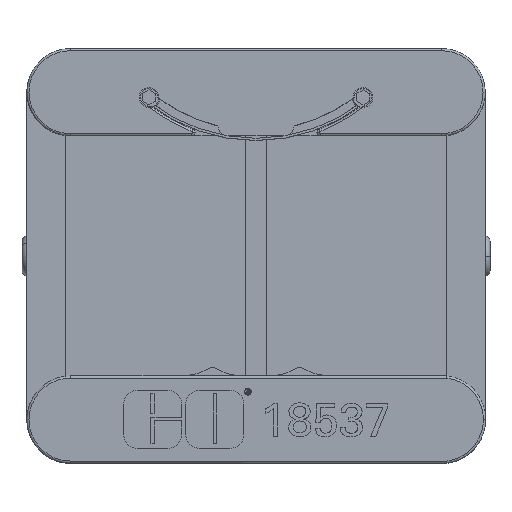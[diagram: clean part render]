
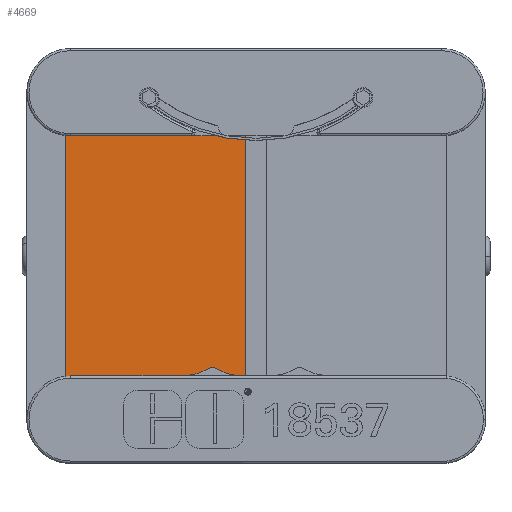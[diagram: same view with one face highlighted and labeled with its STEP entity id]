
A CAD part, top view. The second image highlights one B-rep face of the part: STEP entity #4669.
In plain terms, the highlighted planar face has unit normal (0, 0, 1).
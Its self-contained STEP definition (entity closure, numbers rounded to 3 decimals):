
#81 = EDGE_CURVE ( 'NONE', #6322, #5536, #1823, .T. ) ;
#221 = FACE_OUTER_BOUND ( 'NONE', #8358, .T. ) ;
#333 = DIRECTION ( 'NONE',  ( 1., 0., 0. ) ) ;
#395 = ORIENTED_EDGE ( 'NONE', *, *, #5781, .T. ) ;
#545 = VERTEX_POINT ( 'NONE', #6606 ) ;
#659 = CIRCLE ( 'NONE', #2026, 4. ) ;
#945 = CARTESIAN_POINT ( 'NONE',  ( -12.574, -38.328, 72.5 ) ) ;
#994 = DIRECTION ( 'NONE',  ( 0., 0., -1. ) ) ;
#1053 = ORIENTED_EDGE ( 'NONE', *, *, #3049, .T. ) ;
#1325 = VERTEX_POINT ( 'NONE', #4260 ) ;
#1450 = LINE ( 'NONE', #3952, #9036 ) ;
#1503 = EDGE_CURVE ( 'NONE', #1325, #545, #2717, .T. ) ;
#1544 = VERTEX_POINT ( 'NONE', #5351 ) ;
#1696 = DIRECTION ( 'NONE',  ( 0., 0., 1. ) ) ;
#1823 = LINE ( 'NONE', #945, #3040 ) ;
#2026 = AXIS2_PLACEMENT_3D ( 'NONE', #6754, #1696, #333 ) ;
#2108 = CIRCLE ( 'NONE', #5056, 4. ) ;
#2332 = AXIS2_PLACEMENT_3D ( 'NONE', #5990, #994, #5320 ) ;
#2441 = EDGE_CURVE ( 'NONE', #1544, #545, #9055, .T. ) ;
#2530 = VECTOR ( 'NONE', #6642, 1000. ) ;
#2554 = CARTESIAN_POINT ( 'NONE',  ( -16.574, -20.328, 72.5 ) ) ;
#2717 = CIRCLE ( 'NONE', #2332, 4. ) ;
#2798 = VECTOR ( 'NONE', #6113, 1000. ) ;
#3023 = DIRECTION ( 'NONE',  ( 0., -1., 0. ) ) ;
#3040 = VECTOR ( 'NONE', #3023, 1000. ) ;
#3049 = EDGE_CURVE ( 'NONE', #3118, #9140, #1450, .T. ) ;
#3118 = VERTEX_POINT ( 'NONE', #4204 ) ;
#3291 = DIRECTION ( 'NONE',  ( 0., 0., 1. ) ) ;
#3930 = CARTESIAN_POINT ( 'NONE',  ( -16.574, -16.328, 72.5 ) ) ;
#3952 = CARTESIAN_POINT ( 'NONE',  ( -14.374, -20.328, 72.5 ) ) ;
#4094 = CARTESIAN_POINT ( 'NONE',  ( -12.574, -16.328, 72.5 ) ) ;
#4161 = ORIENTED_EDGE ( 'NONE', *, *, #5140, .T. ) ;
#4204 = CARTESIAN_POINT ( 'NONE',  ( -25.074, -20.328, 72.5 ) ) ;
#4260 = CARTESIAN_POINT ( 'NONE',  ( -28.574, 9.672, 72.5 ) ) ;
#4326 = DIRECTION ( 'NONE',  ( 0., 1., 0. ) ) ;
#4433 = CARTESIAN_POINT ( 'NONE',  ( -32.374, 9.672, 72.5 ) ) ;
#4669 = ADVANCED_FACE ( 'NONE', ( #221 ), #7806, .F. ) ;
#4744 = CARTESIAN_POINT ( 'NONE',  ( -29.074, -38.328, 72.5 ) ) ;
#5056 = AXIS2_PLACEMENT_3D ( 'NONE', #3930, #3291, #8903 ) ;
#5140 = EDGE_CURVE ( 'NONE', #1544, #3118, #659, .T. ) ;
#5306 = ORIENTED_EDGE ( 'NONE', *, *, #2441, .F. ) ;
#5320 = DIRECTION ( 'NONE',  ( 1., 0., 0. ) ) ;
#5351 = CARTESIAN_POINT ( 'NONE',  ( -29.074, -16.328, 72.5 ) ) ;
#5536 = VERTEX_POINT ( 'NONE', #4094 ) ;
#5610 = CARTESIAN_POINT ( 'NONE',  ( -12.574, 9.672, 72.5 ) ) ;
#5742 = CARTESIAN_POINT ( 'NONE',  ( -14.374, 13.672, 72.5 ) ) ;
#5781 = EDGE_CURVE ( 'NONE', #6322, #1325, #6337, .T. ) ;
#5990 = CARTESIAN_POINT ( 'NONE',  ( -28.574, 13.672, 72.5 ) ) ;
#6113 = DIRECTION ( 'NONE',  ( 0., 1., 0. ) ) ;
#6322 = VERTEX_POINT ( 'NONE', #5610 ) ;
#6337 = LINE ( 'NONE', #4433, #2530 ) ;
#6481 = AXIS2_PLACEMENT_3D ( 'NONE', #5742, #8593, #4326 ) ;
#6606 = CARTESIAN_POINT ( 'NONE',  ( -29.074, 9.703, 72.5 ) ) ;
#6642 = DIRECTION ( 'NONE',  ( -1., 0., 0. ) ) ;
#6754 = CARTESIAN_POINT ( 'NONE',  ( -25.074, -16.328, 72.5 ) ) ;
#6778 = ORIENTED_EDGE ( 'NONE', *, *, #81, .F. ) ;
#7021 = ORIENTED_EDGE ( 'NONE', *, *, #1503, .T. ) ;
#7806 = PLANE ( 'NONE',  #6481 ) ;
#8280 = DIRECTION ( 'NONE',  ( 1., 0., 0. ) ) ;
#8358 = EDGE_LOOP ( 'NONE', ( #5306, #4161, #1053, #8884, #6778, #395, #7021 ) ) ;
#8593 = DIRECTION ( 'NONE',  ( 0., 0., -1. ) ) ;
#8850 = EDGE_CURVE ( 'NONE', #9140, #5536, #2108, .T. ) ;
#8884 = ORIENTED_EDGE ( 'NONE', *, *, #8850, .T. ) ;
#8903 = DIRECTION ( 'NONE',  ( 1., 0., 0. ) ) ;
#9036 = VECTOR ( 'NONE', #8280, 1000. ) ;
#9055 = LINE ( 'NONE', #4744, #2798 ) ;
#9140 = VERTEX_POINT ( 'NONE', #2554 ) ;
